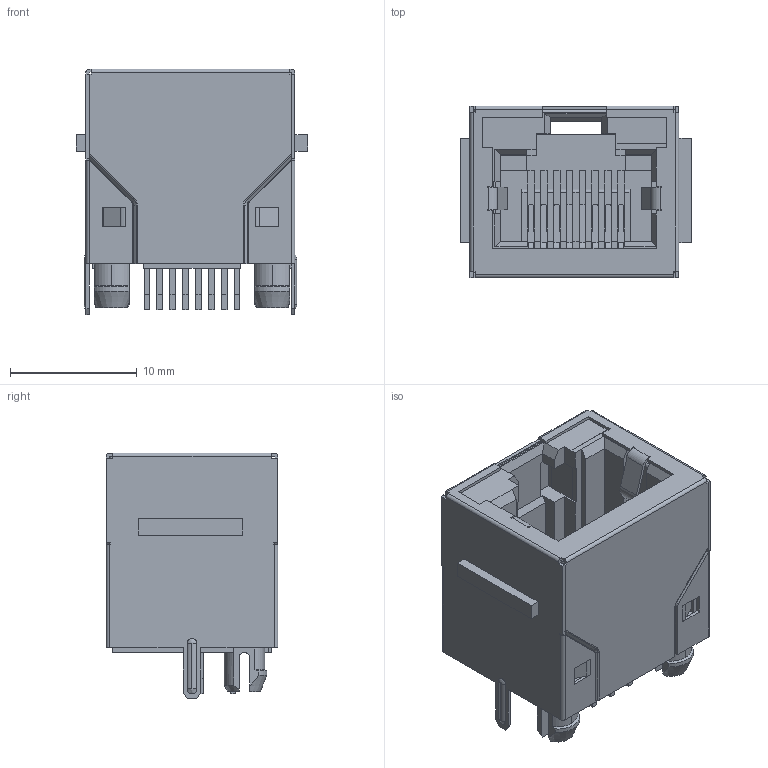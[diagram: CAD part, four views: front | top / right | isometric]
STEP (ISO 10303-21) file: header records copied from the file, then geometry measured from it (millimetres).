
FILE_DESCRIPTION (( 'STEP AP214' ), '1' );
FILE_NAME ('M-RJHSE-3380-A1-REVT1.STEP', '2015-03-16T04:00:28', ( '' ), ( '' ), 'SwSTEP 2.0', 'SolidWorks 2013', '' );
FILE_SCHEMA (( 'AUTOMOTIVE_DESIGN' ));
Length unit declared in the file: inch
Products named in the file (1): M-RJHSE-3380-A1-REVT1
Bounding box: 18.29 x 13.56 x 19.43 mm (x, y, z)
Volume: 2055.3 mm3; surface area: 4862.2 mm2
Topology: 2 solids, 2 shells, 1182 faces, 3514 edges, 2311 vertices
Faces by surface type: plane 873, cylinder 269, bspline 26, cone 14
Entity records: 42544 total; most frequent: CARTESIAN_POINT 7833, ORIENTED_EDGE 7012, DIRECTION 6259, EDGE_CURVE 3506, VECTOR 2849, LINE 2849, VERTEX_POINT 2311, AXIS2_PLACEMENT_3D 1705
